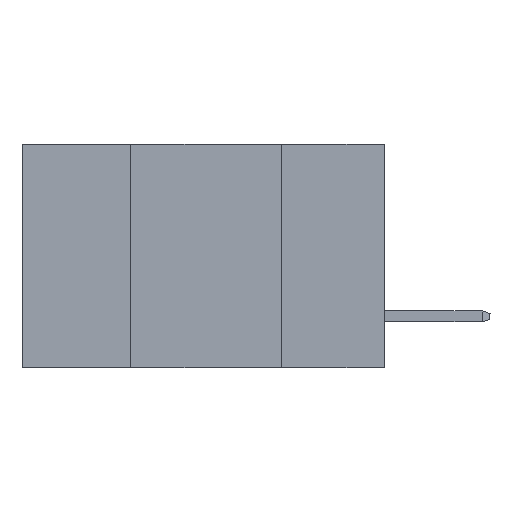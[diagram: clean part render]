
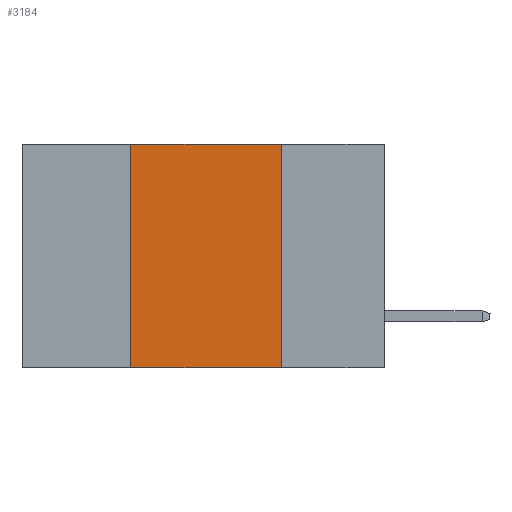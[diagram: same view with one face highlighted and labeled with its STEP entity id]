
A CAD part, left-side view. The second image highlights one B-rep face of the part: STEP entity #3184.
In plain terms, the highlighted planar face has unit normal (-1, 0, 0).
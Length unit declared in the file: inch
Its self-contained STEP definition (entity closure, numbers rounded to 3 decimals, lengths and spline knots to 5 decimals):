
#71 = LINE ( 'NONE', #8995, #838 ) ;
#218 = AXIS2_PLACEMENT_3D ( 'NONE', #11255, #13229, #2495 ) ;
#838 = VECTOR ( 'NONE', #4452, 39.37008 ) ;
#1841 = CARTESIAN_POINT ( 'NONE',  ( 0., 0.17, -0.37 ) ) ;
#2205 = VERTEX_POINT ( 'NONE', #8803 ) ;
#2214 = DIRECTION ( 'NONE',  ( 0., -1., 0. ) ) ;
#2418 = FACE_OUTER_BOUND ( 'NONE', #11013, .T. ) ;
#2495 = DIRECTION ( 'NONE',  ( 0., 0., -1. ) ) ;
#2630 = ORIENTED_EDGE ( 'NONE', *, *, #6073, .F. ) ;
#3184 = ADVANCED_FACE ( 'NONE', ( #2418 ), #5514, .F. ) ;
#3424 = CARTESIAN_POINT ( 'NONE',  ( 0., 0.42, -0.37 ) ) ;
#3510 = VECTOR ( 'NONE', #7854, 39.37008 ) ;
#4173 = CARTESIAN_POINT ( 'NONE',  ( 0., 0.17, 0. ) ) ;
#4452 = DIRECTION ( 'NONE',  ( 0., -1., 0. ) ) ;
#5514 = PLANE ( 'NONE',  #218 ) ;
#6073 = EDGE_CURVE ( 'NONE', #12962, #6878, #11720, .T. ) ;
#6160 = ORIENTED_EDGE ( 'NONE', *, *, #7158, .F. ) ;
#6878 = VERTEX_POINT ( 'NONE', #1841 ) ;
#6884 = ORIENTED_EDGE ( 'NONE', *, *, #13095, .F. ) ;
#7158 = EDGE_CURVE ( 'NONE', #2205, #8876, #13371, .T. ) ;
#7854 = DIRECTION ( 'NONE',  ( 0., 0., 1. ) ) ;
#7903 = CARTESIAN_POINT ( 'NONE',  ( 0., 0.6, -0.37 ) ) ;
#8261 = ORIENTED_EDGE ( 'NONE', *, *, #10396, .T. ) ;
#8803 = CARTESIAN_POINT ( 'NONE',  ( 0., 0.42, -0.37 ) ) ;
#8876 = VERTEX_POINT ( 'NONE', #10485 ) ;
#8995 = CARTESIAN_POINT ( 'NONE',  ( 0., 0.6, 0. ) ) ;
#10396 = EDGE_CURVE ( 'NONE', #2205, #6878, #13422, .T. ) ;
#10485 = CARTESIAN_POINT ( 'NONE',  ( 0., 0.42, 0. ) ) ;
#10821 = CARTESIAN_POINT ( 'NONE',  ( 0., 0.17, -0.37 ) ) ;
#11013 = EDGE_LOOP ( 'NONE', ( #2630, #6884, #6160, #8261 ) ) ;
#11255 = CARTESIAN_POINT ( 'NONE',  ( 0., 0.6, 0. ) ) ;
#11720 = LINE ( 'NONE', #10821, #13928 ) ;
#11856 = DIRECTION ( 'NONE',  ( 0., 0., -1. ) ) ;
#11915 = VECTOR ( 'NONE', #2214, 39.37008 ) ;
#12962 = VERTEX_POINT ( 'NONE', #4173 ) ;
#13095 = EDGE_CURVE ( 'NONE', #8876, #12962, #71, .T. ) ;
#13229 = DIRECTION ( 'NONE',  ( 1., 0., 0. ) ) ;
#13371 = LINE ( 'NONE', #3424, #3510 ) ;
#13422 = LINE ( 'NONE', #7903, #11915 ) ;
#13928 = VECTOR ( 'NONE', #11856, 39.37008 ) ;
